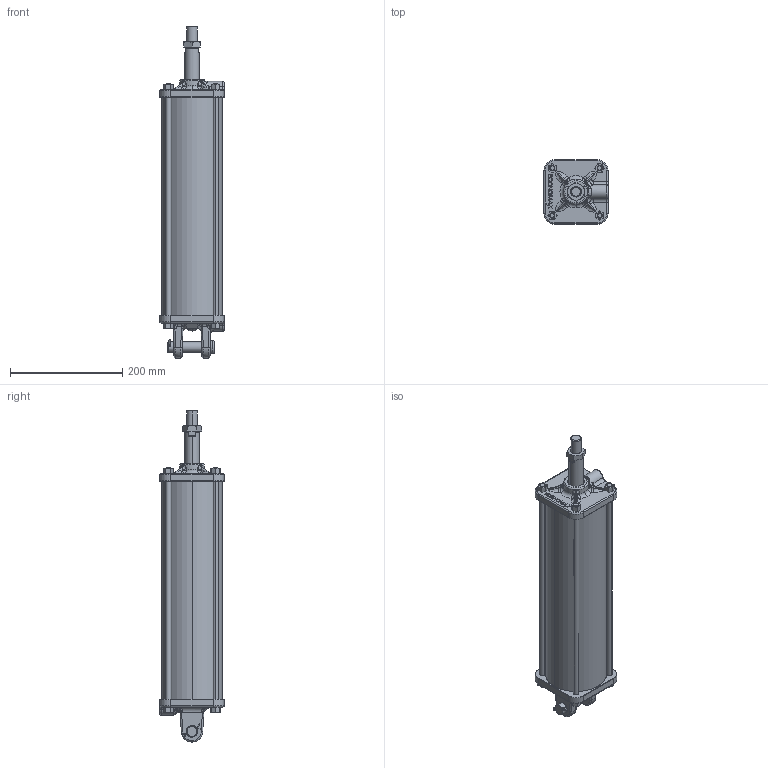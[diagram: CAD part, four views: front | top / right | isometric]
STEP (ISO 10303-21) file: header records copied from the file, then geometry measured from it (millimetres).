
FILE_DESCRIPTION (( 'STEP AP203' ), '1' );
FILE_NAME ('EA4S140D2N09NNS.STEP', '2022-01-26T13:49:46', ( '' ), ( '' ), 'SwSTEP 2.0', 'SolidWorks 2021', '' );
FILE_SCHEMA (( 'CONFIG_CONTROL_DESIGN' ));
Length unit declared in the file: inch
Products named in the file (13): ZY-CP-290; APL40-0.75-16; 1R14S075-16; 18cotter pin X .75; E4H  AS CAST RIBS MACHINED REV3; E4C AS CAST RIBS MACHINED REV3; 38-24TR14B; 5409-06V; 038HEXNUTSS; EA4S140D2N09NNS; 075_16 JAMNUT THIN; 4.0T14S LOGOTM
Assembly tree (22 placements, depth 3):
  EA4S140D2N09NNS
    E4H  AS CAST RIBS MACHINED REV3
    1R14S075-16
    E4C AS CAST RIBS MACHINED REV3
    4.0T14S LOGOTM
    38-24TR14B  x4
    038HEXNUTSS  x8
    075_16 JAMNUT THIN
    APL40-0.75-16
    ZY-CP-290
      ZY-CP-290
      18cotter pin X .75
    5409-06V
Bounding box: 114.3 x 114.3 x 590.55 mm (x, y, z)
Volume: 1464937.5 mm3; surface area: 500645.5 mm2
Topology: 21 solids, 21 shells, 1427 faces, 3316 edges, 1960 vertices
Faces by surface type: cone 522, plane 316, bspline 221, cylinder 202, torus 134, sphere 32
Entity records: 48644 total; most frequent: CARTESIAN_POINT 25400, ORIENTED_EDGE 4692, DIRECTION 4277, EDGE_CURVE 2346, AXIS2_PLACEMENT_3D 1720, VERTEX_POINT 1404, EDGE_LOOP 1090, ADVANCED_FACE 1011
